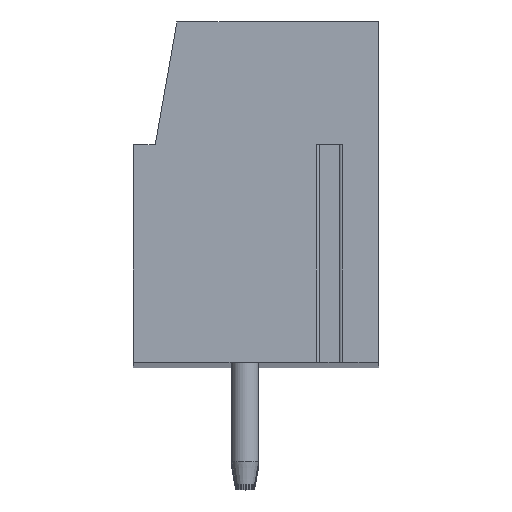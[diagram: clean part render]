
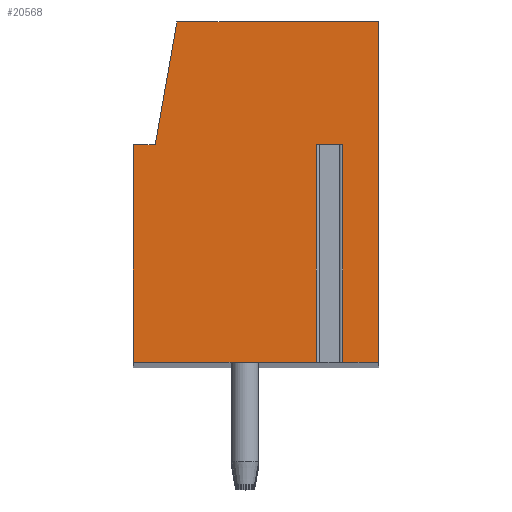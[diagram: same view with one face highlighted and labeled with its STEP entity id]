
A CAD part, top view. The second image highlights one B-rep face of the part: STEP entity #20568.
In plain terms, the highlighted planar face has unit normal (0, 0, 1).
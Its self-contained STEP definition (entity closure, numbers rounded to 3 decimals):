
#20=DIRECTION('',(-1.,0.,0.));
#21=VECTOR('',#20,0.958);
#22=CARTESIAN_POINT('',(3.179,1.75,107.5));
#23=LINE('',#22,#21);
#24=DIRECTION('',(0.,-1.,0.));
#25=VECTOR('',#24,8.);
#26=CARTESIAN_POINT('',(2.221,1.75,107.5));
#27=LINE('',#26,#25);
#28=DIRECTION('',(1.,0.,0.));
#29=VECTOR('',#28,6.721);
#30=CARTESIAN_POINT('',(-4.5,-6.25,107.5));
#31=LINE('',#30,#29);
#32=DIRECTION('',(0.,-1.,0.));
#33=VECTOR('',#32,8.);
#34=CARTESIAN_POINT('',(-4.5,1.75,107.5));
#35=LINE('',#34,#33);
#36=DIRECTION('',(-1.,0.,0.));
#37=VECTOR('',#36,0.8);
#38=CARTESIAN_POINT('',(-3.7,1.75,107.5));
#39=LINE('',#38,#37);
#40=DIRECTION('',(-0.174,-0.985,0.));
#41=VECTOR('',#40,4.569);
#42=CARTESIAN_POINT('',(-2.907,6.25,107.5));
#43=LINE('',#42,#41);
#44=DIRECTION('',(-1.,0.,0.));
#45=VECTOR('',#44,7.407);
#46=CARTESIAN_POINT('',(4.5,6.25,107.5));
#47=LINE('',#46,#45);
#48=DIRECTION('',(0.,1.,0.));
#49=VECTOR('',#48,12.5);
#50=CARTESIAN_POINT('',(4.5,-6.25,107.5));
#51=LINE('',#50,#49);
#52=DIRECTION('',(1.,0.,0.));
#53=VECTOR('',#52,1.321);
#54=CARTESIAN_POINT('',(3.179,-6.25,107.5));
#55=LINE('',#54,#53);
#56=DIRECTION('',(0.,-1.,0.));
#57=VECTOR('',#56,8.);
#58=CARTESIAN_POINT('',(3.179,1.75,107.5));
#59=LINE('',#58,#57);
#16316=CARTESIAN_POINT('',(-2.907,6.25,107.5));
#16317=CARTESIAN_POINT('',(-3.7,1.75,107.5));
#16318=VERTEX_POINT('',#16316);
#16319=VERTEX_POINT('',#16317);
#16320=CARTESIAN_POINT('',(-4.5,1.75,107.5));
#16321=VERTEX_POINT('',#16320);
#16322=CARTESIAN_POINT('',(-4.5,-6.25,107.5));
#16323=VERTEX_POINT('',#16322);
#16324=CARTESIAN_POINT('',(4.5,-6.25,107.5));
#16325=CARTESIAN_POINT('',(4.5,6.25,107.5));
#16326=VERTEX_POINT('',#16324);
#16327=VERTEX_POINT('',#16325);
#16384=CARTESIAN_POINT('',(3.179,1.75,107.5));
#16385=CARTESIAN_POINT('',(2.221,1.75,107.5));
#16386=VERTEX_POINT('',#16384);
#16387=VERTEX_POINT('',#16385);
#16388=CARTESIAN_POINT('',(3.179,-6.25,107.5));
#16389=VERTEX_POINT('',#16388);
#16390=CARTESIAN_POINT('',(2.221,-6.25,107.5));
#16391=VERTEX_POINT('',#16390);
#20541=CARTESIAN_POINT('',(0.,0.,107.5));
#20542=DIRECTION('',(0.,0.,1.));
#20543=DIRECTION('',(1.,0.,0.));
#20544=AXIS2_PLACEMENT_3D('',#20541,#20542,#20543);
#20545=PLANE('',#20544);
#20547=ORIENTED_EDGE('',*,*,#20546,.T.);
#20549=ORIENTED_EDGE('',*,*,#20548,.T.);
#20551=ORIENTED_EDGE('',*,*,#20550,.F.);
#20553=ORIENTED_EDGE('',*,*,#20552,.F.);
#20555=ORIENTED_EDGE('',*,*,#20554,.F.);
#20557=ORIENTED_EDGE('',*,*,#20556,.F.);
#20559=ORIENTED_EDGE('',*,*,#20558,.F.);
#20561=ORIENTED_EDGE('',*,*,#20560,.F.);
#20563=ORIENTED_EDGE('',*,*,#20562,.F.);
#20565=ORIENTED_EDGE('',*,*,#20564,.F.);
#20566=EDGE_LOOP('',(#20547,#20549,#20551,#20553,#20555,#20557,#20559,#20561,
#20563,#20565));
#20567=FACE_OUTER_BOUND('',#20566,.F.);
#20546=EDGE_CURVE('',#16386,#16387,#23,.T.);
#20548=EDGE_CURVE('',#16387,#16391,#27,.T.);
#20550=EDGE_CURVE('',#16323,#16391,#31,.T.);
#20552=EDGE_CURVE('',#16321,#16323,#35,.T.);
#20554=EDGE_CURVE('',#16319,#16321,#39,.T.);
#20556=EDGE_CURVE('',#16318,#16319,#43,.T.);
#20558=EDGE_CURVE('',#16327,#16318,#47,.T.);
#20560=EDGE_CURVE('',#16326,#16327,#51,.T.);
#20562=EDGE_CURVE('',#16389,#16326,#55,.T.);
#20564=EDGE_CURVE('',#16386,#16389,#59,.T.);
#20568=ADVANCED_FACE('',(#20567),#20545,.T.);
